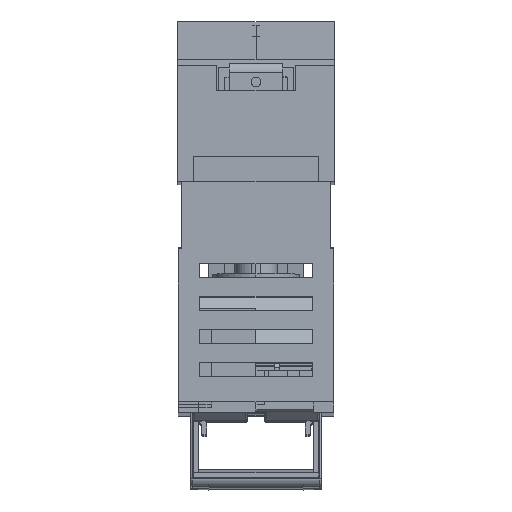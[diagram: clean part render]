
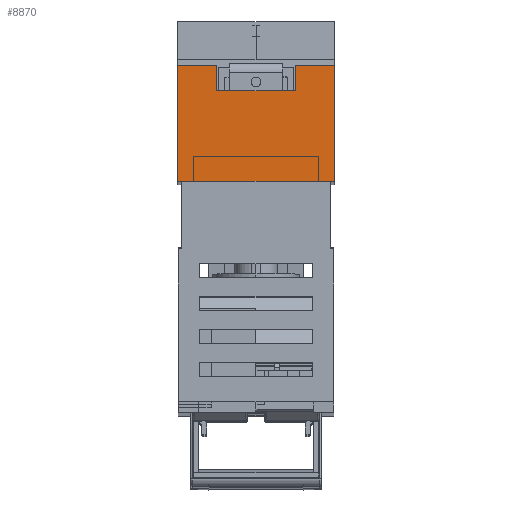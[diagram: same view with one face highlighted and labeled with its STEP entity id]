
A CAD part, top view. The second image highlights one B-rep face of the part: STEP entity #8870.
In plain terms, the highlighted planar face has unit normal (0, 0, 1).
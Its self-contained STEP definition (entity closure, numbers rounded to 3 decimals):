
#8818=AXIS2_PLACEMENT_3D('Plane Axis2P3D',#8815,#8816,#8817) ;
#7444=CARTESIAN_POINT('Vertex',(25.,-37.7,264.5)) ;
#7447=CARTESIAN_POINT('Line Origine',(0.,-37.7,264.5)) ;
#7451=CARTESIAN_POINT('Vertex',(-25.,-37.7,264.5)) ;
#8766=CARTESIAN_POINT('Line Origine',(-25.,-11.8,264.5)) ;
#8770=CARTESIAN_POINT('Vertex',(-25.,-0.9,264.5)) ;
#8815=CARTESIAN_POINT('Axis2P3D Location',(0.,-0.9,264.5)) ;
#8820=CARTESIAN_POINT('Line Origine',(12.5,-19.3,264.5)) ;
#8824=CARTESIAN_POINT('Vertex',(12.5,-0.9,264.5)) ;
#8826=CARTESIAN_POINT('Vertex',(12.5,-8.9,264.5)) ;
#8829=CARTESIAN_POINT('Line Origine',(0.,-8.9,264.5)) ;
#8833=CARTESIAN_POINT('Vertex',(-12.5,-8.9,264.5)) ;
#8836=CARTESIAN_POINT('Line Origine',(-12.5,-19.3,264.5)) ;
#8840=CARTESIAN_POINT('Vertex',(-12.5,-0.9,264.5)) ;
#8843=CARTESIAN_POINT('Line Origine',(0.,-0.9,264.5)) ;
#8848=CARTESIAN_POINT('Line Origine',(25.,-19.3,264.5)) ;
#8852=CARTESIAN_POINT('Vertex',(25.,-0.9,264.5)) ;
#8855=CARTESIAN_POINT('Line Origine',(0.,-0.9,264.5)) ;
#7448=DIRECTION('Vector Direction',(-1.,0.,0.)) ;
#8767=DIRECTION('Vector Direction',(0.,-1.,0.)) ;
#8816=DIRECTION('Axis2P3D Direction',(0.,0.,-1.)) ;
#8817=DIRECTION('Axis2P3D XDirection',(-1.,0.,0.)) ;
#8821=DIRECTION('Vector Direction',(0.,1.,0.)) ;
#8830=DIRECTION('Vector Direction',(-1.,0.,0.)) ;
#8837=DIRECTION('Vector Direction',(0.,1.,0.)) ;
#8844=DIRECTION('Vector Direction',(-1.,0.,0.)) ;
#8849=DIRECTION('Vector Direction',(0.,1.,0.)) ;
#8856=DIRECTION('Vector Direction',(-1.,0.,0.)) ;
#7449=VECTOR('Line Direction',#7448,1.) ;
#8768=VECTOR('Line Direction',#8767,1.) ;
#8822=VECTOR('Line Direction',#8821,1.) ;
#8831=VECTOR('Line Direction',#8830,1.) ;
#8838=VECTOR('Line Direction',#8837,1.) ;
#8845=VECTOR('Line Direction',#8844,1.) ;
#8850=VECTOR('Line Direction',#8849,1.) ;
#8857=VECTOR('Line Direction',#8856,1.) ;
#8861=ORIENTED_EDGE('',*,*,#8828,.T.) ;
#8862=ORIENTED_EDGE('',*,*,#8835,.T.) ;
#8863=ORIENTED_EDGE('',*,*,#8842,.F.) ;
#8864=ORIENTED_EDGE('',*,*,#8847,.F.) ;
#8865=ORIENTED_EDGE('',*,*,#8772,.T.) ;
#8866=ORIENTED_EDGE('',*,*,#7453,.F.) ;
#8867=ORIENTED_EDGE('',*,*,#8854,.F.) ;
#8868=ORIENTED_EDGE('',*,*,#8859,.F.) ;
#8870=ADVANCED_FACE('804682_01_L_NH-Leistenunterteil Gr.00  U-SL00/185/KU00',(#8869),#8819,.F.) ;
#7453=EDGE_CURVE('',#7445,#7452,#7450,.T.) ;
#8772=EDGE_CURVE('',#8771,#7452,#8769,.T.) ;
#8828=EDGE_CURVE('',#8825,#8827,#8823,.F.) ;
#8835=EDGE_CURVE('',#8827,#8834,#8832,.T.) ;
#8842=EDGE_CURVE('',#8841,#8834,#8839,.F.) ;
#8847=EDGE_CURVE('',#8771,#8841,#8846,.F.) ;
#8854=EDGE_CURVE('',#8853,#7445,#8851,.F.) ;
#8859=EDGE_CURVE('',#8825,#8853,#8858,.F.) ;
#8860=EDGE_LOOP('',(#8861,#8862,#8863,#8864,#8865,#8866,#8867,#8868)) ;
#8869=FACE_OUTER_BOUND('',#8860,.T.) ;
#7450=LINE('Line',#7447,#7449) ;
#8769=LINE('Line',#8766,#8768) ;
#8823=LINE('Line',#8820,#8822) ;
#8832=LINE('Line',#8829,#8831) ;
#8839=LINE('Line',#8836,#8838) ;
#8846=LINE('Line',#8843,#8845) ;
#8851=LINE('Line',#8848,#8850) ;
#8858=LINE('Line',#8855,#8857) ;
#8819=PLANE('Plane',#8818) ;
#7445=VERTEX_POINT('',#7444) ;
#7452=VERTEX_POINT('',#7451) ;
#8771=VERTEX_POINT('',#8770) ;
#8825=VERTEX_POINT('',#8824) ;
#8827=VERTEX_POINT('',#8826) ;
#8834=VERTEX_POINT('',#8833) ;
#8841=VERTEX_POINT('',#8840) ;
#8853=VERTEX_POINT('',#8852) ;
